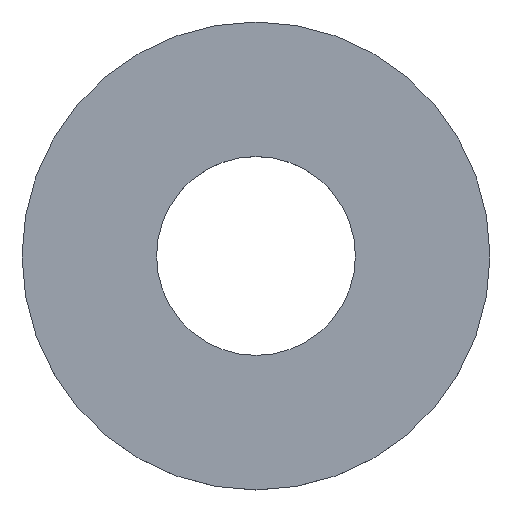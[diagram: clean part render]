
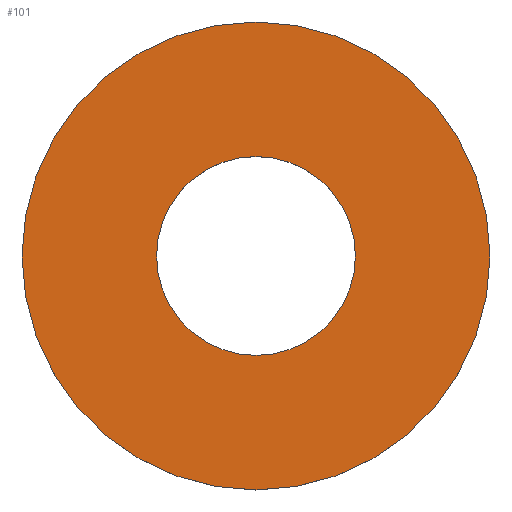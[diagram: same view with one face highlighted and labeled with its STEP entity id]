
A CAD part, top view. The second image highlights one B-rep face of the part: STEP entity #101.
In plain terms, the highlighted planar face has unit normal (0, 0, 1).
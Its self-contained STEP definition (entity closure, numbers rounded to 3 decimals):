
#2 = DIRECTION ( 'NONE',  ( 1., 0., 0. ) ) ;
#3 = CIRCLE ( 'NONE', #18, 6. ) ;
#8 = PLANE ( 'NONE',  #162 ) ;
#11 = VERTEX_POINT ( 'NONE', #94 ) ;
#16 = EDGE_CURVE ( 'NONE', #173, #11, #140, .T. ) ;
#17 = ORIENTED_EDGE ( 'NONE', *, *, #16, .T. ) ;
#18 = AXIS2_PLACEMENT_3D ( 'NONE', #34, #163, #143 ) ;
#21 = DIRECTION ( 'NONE',  ( 1., 0., 0. ) ) ;
#22 = CARTESIAN_POINT ( 'NONE',  ( 2.55, 0., 0. ) ) ;
#28 = VERTEX_POINT ( 'NONE', #114 ) ;
#34 = CARTESIAN_POINT ( 'NONE',  ( 0., 0., 0. ) ) ;
#35 = EDGE_CURVE ( 'NONE', #11, #173, #3, .T. ) ;
#37 = CIRCLE ( 'NONE', #71, 2.55 ) ;
#47 = ORIENTED_EDGE ( 'NONE', *, *, #69, .F. ) ;
#58 = CIRCLE ( 'NONE', #133, 2.55 ) ;
#65 = EDGE_CURVE ( 'NONE', #28, #159, #58, .T. ) ;
#69 = EDGE_CURVE ( 'NONE', #159, #28, #37, .T. ) ;
#71 = AXIS2_PLACEMENT_3D ( 'NONE', #100, #120, #21 ) ;
#83 = DIRECTION ( 'NONE',  ( 1., 0., 0. ) ) ;
#94 = CARTESIAN_POINT ( 'NONE',  ( -6., 0., 0. ) ) ;
#100 = CARTESIAN_POINT ( 'NONE',  ( 0., 0., 0. ) ) ;
#101 = ADVANCED_FACE ( 'NONE', ( #134, #190 ), #8, .T. ) ;
#104 = AXIS2_PLACEMENT_3D ( 'NONE', #161, #197, #83 ) ;
#108 = EDGE_LOOP ( 'NONE', ( #47, #125 ) ) ;
#114 = CARTESIAN_POINT ( 'NONE',  ( -2.55, 0., 0. ) ) ;
#116 = DIRECTION ( 'NONE',  ( 1., 0., 0. ) ) ;
#120 = DIRECTION ( 'NONE',  ( 0., 0., 1. ) ) ;
#125 = ORIENTED_EDGE ( 'NONE', *, *, #65, .F. ) ;
#133 = AXIS2_PLACEMENT_3D ( 'NONE', #170, #204, #2 ) ;
#134 = FACE_BOUND ( 'NONE', #108, .T. ) ;
#135 = EDGE_LOOP ( 'NONE', ( #17, #171 ) ) ;
#139 = CARTESIAN_POINT ( 'NONE',  ( 6., 0., 0. ) ) ;
#140 = CIRCLE ( 'NONE', #104, 6. ) ;
#143 = DIRECTION ( 'NONE',  ( 1., 0., 0. ) ) ;
#148 = DIRECTION ( 'NONE',  ( 0., 0., 1. ) ) ;
#159 = VERTEX_POINT ( 'NONE', #22 ) ;
#161 = CARTESIAN_POINT ( 'NONE',  ( 0., 0., 0. ) ) ;
#162 = AXIS2_PLACEMENT_3D ( 'NONE', #203, #148, #116 ) ;
#163 = DIRECTION ( 'NONE',  ( 0., 0., 1. ) ) ;
#170 = CARTESIAN_POINT ( 'NONE',  ( 0., 0., 0. ) ) ;
#171 = ORIENTED_EDGE ( 'NONE', *, *, #35, .T. ) ;
#173 = VERTEX_POINT ( 'NONE', #139 ) ;
#190 = FACE_OUTER_BOUND ( 'NONE', #135, .T. ) ;
#197 = DIRECTION ( 'NONE',  ( 0., 0., 1. ) ) ;
#203 = CARTESIAN_POINT ( 'NONE',  ( 0., 0., 0. ) ) ;
#204 = DIRECTION ( 'NONE',  ( 0., 0., 1. ) ) ;
